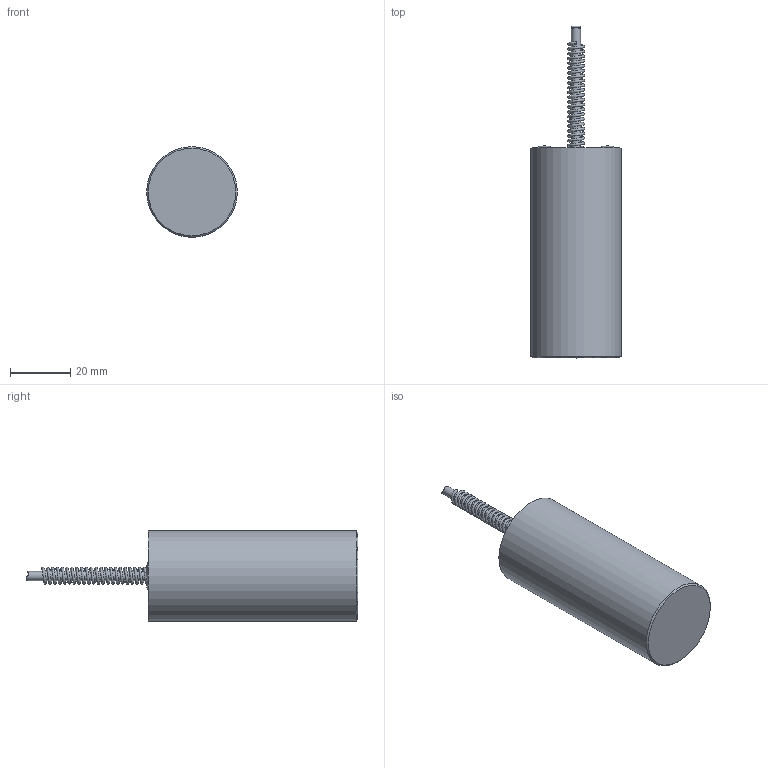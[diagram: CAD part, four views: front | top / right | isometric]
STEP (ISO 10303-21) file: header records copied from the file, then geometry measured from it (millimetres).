
FILE_DESCRIPTION(/* description */ (''),/* implementation_level */ '2;1');
FILE_NAME(/* name */ 'KX0087_Shrinkwrap_1.stp',/* time_stamp */ '2022-06-15T10:39:58+02:00',/* author */ ('Krieger Anja'),/* organization */ (''),/* preprocessor_version */ 'ST-DEVELOPER v18.1',/* originating_system */ 'Autodesk Inventor 2021',/* authorisation */ '');
FILE_SCHEMA (('AUTOMOTIVE_DESIGN { 1 0 10303 214 3 1 1 }'));
Length unit declared in the file: millimetre
Products named in the file (1): KX0087_Shrinkwrap_1
Bounding box: 30 x 109.9 x 30 mm (x, y, z)
Volume: 14514.6 mm3; surface area: 16681 mm2
Topology: 2 solids, 2 shells, 46 faces, 101 edges, 68 vertices
Faces by surface type: plane 17, cylinder 16, bspline 7, cone 4, torus 2
Full cylindrical faces by diameter (mm): 2.459 x1, 3 x2, 4.2 x1, 5 x1, 5.85 x4, 6 x2, 26.5 x1, 28.2 x1, 30 x1
Entity records: 6960 total; most frequent: CARTESIAN_POINT 5826, DIRECTION 212, ORIENTED_EDGE 198, EDGE_CURVE 99, AXIS2_PLACEMENT_3D 92, VERTEX_POINT 68, EDGE_LOOP 59, CIRCLE 52
